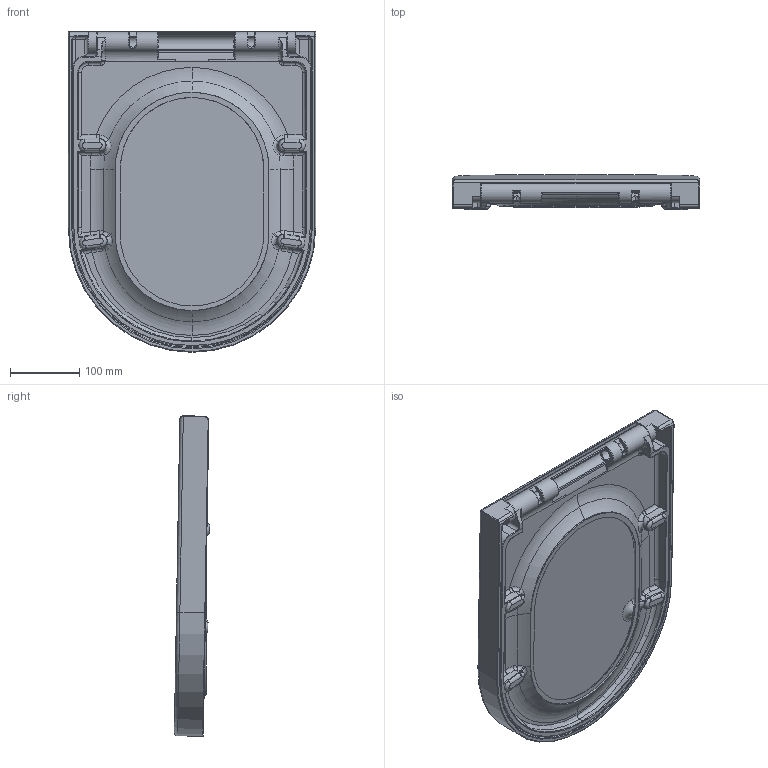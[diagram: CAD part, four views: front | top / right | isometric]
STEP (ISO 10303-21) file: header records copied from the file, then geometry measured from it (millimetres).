
FILE_DESCRIPTION (( 'STEP AP214' ), '1' );
FILE_NAME ('50075_v10818.STEP', '2020-07-27T09:43:25', ( '' ), ( '' ), 'SwSTEP 2.0', 'SolidWorks 2019', '' );
FILE_SCHEMA (( 'AUTOMOTIVE_DESIGN' ));
Length unit declared in the file: millimetre
Products named in the file (3): 50075_seat; 50075_v10818; 50075_Lid
Assembly tree (2 placements, depth 2):
  50075_v10818
    50075_seat
    50075_Lid
Bounding box: 357 x 51.06 x 462.69 mm (x, y, z)
Volume: 2149951.7 mm3; surface area: 642685.3 mm2
Topology: 2 solids, 2 shells, 418 faces, 1016 edges, 598 vertices
Faces by surface type: cylinder 159, torus 97, plane 80, bspline 78, sphere 4
Entity records: 15895 total; most frequent: CARTESIAN_POINT 6564, ORIENTED_EDGE 2004, DIRECTION 1938, EDGE_CURVE 1002, AXIS2_PLACEMENT_3D 808, VERTEX_POINT 594, CIRCLE 463, EDGE_LOOP 434
